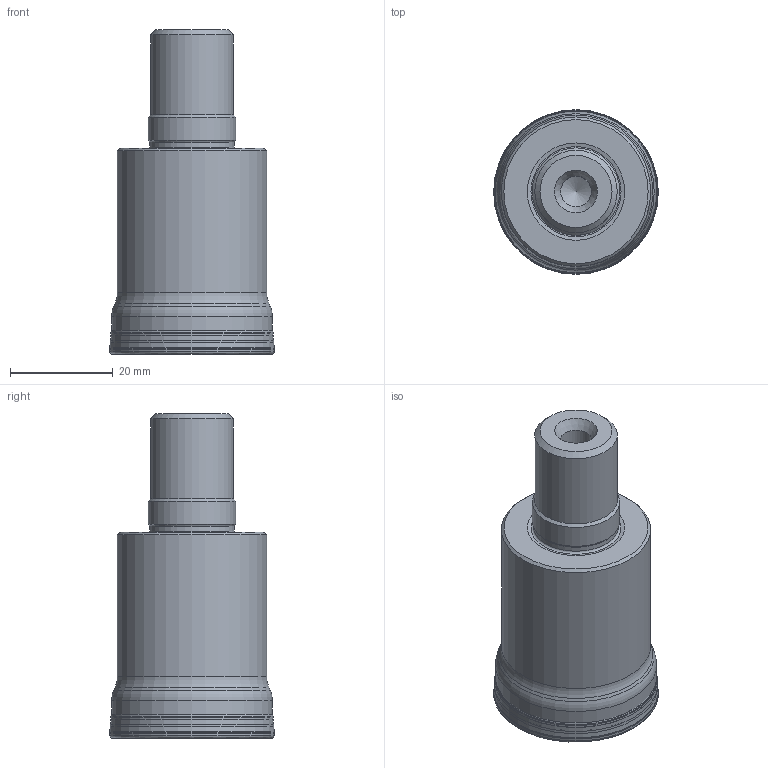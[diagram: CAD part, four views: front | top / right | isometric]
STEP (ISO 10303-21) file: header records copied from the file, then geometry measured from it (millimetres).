
FILE_DESCRIPTION(/* description */ (''),/* implementation_level */ '2;1');
FILE_NAME(/* name */ '32A6R040M16_SWN04C_C_115009660ndi000_00_SIM.stp',/* time_stamp */ '2020-01-15T09:53:07+01:00',/* author */ (''),/* organization */ (''),/* preprocessor_version */ 'ST-DEVELOPER v16.7',/* originating_system */ 'SIEMENS PLM Software NX 12.0',/* authorisation */ '');
FILE_SCHEMA (('AUTOMOTIVE_DESIGN { 1 0 10303 214 3 1 1 1 }'));
Length unit declared in the file: millimetre
Products named in the file (1): wq703E4427154uys
Bounding box: 31.97 x 31.97 x 63.01 mm (x, y, z)
Volume: 32416.3 mm3; surface area: 8721.8 mm2
Topology: 2 solids, 2 shells, 84 faces, 168 edges, 88 vertices
Faces by surface type: revolution 57, cone 10, torus 7, cylinder 6, plane 4
Full cylindrical faces by diameter (mm): 6 x1, 16 x1, 16.5 x1, 17 x1, 29 x1, 31.252 x1
Entity records: 2130 total; most frequent: CARTESIAN_POINT 661, DIRECTION 279, FACE_BOUND 166, EDGE_LOOP 166, ORIENTED_EDGE 166, AXIS2_PLACEMENT_3D 111, ADVANCED_FACE 84, VERTEX_POINT 84
